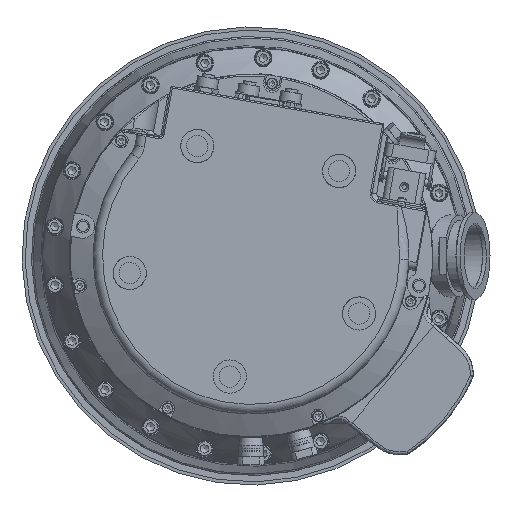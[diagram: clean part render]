
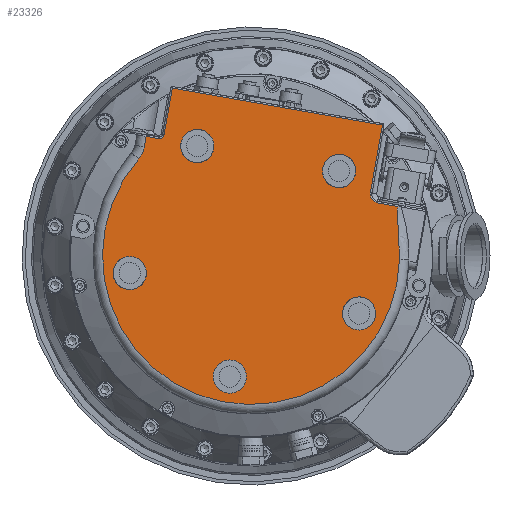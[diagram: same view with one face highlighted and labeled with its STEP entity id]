
A CAD part, front view. The second image highlights one B-rep face of the part: STEP entity #23326.
In plain terms, the highlighted planar face has unit normal (0, -1, 0).
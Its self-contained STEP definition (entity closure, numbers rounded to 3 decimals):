
#17905=CARTESIAN_POINT('',(83.145,-155.,82.82));
#17906=VERTEX_POINT('',#17905);
#17932=CARTESIAN_POINT('',(-49.804,-155.,106.263));
#17933=VERTEX_POINT('',#17932);
#17941=CARTESIAN_POINT('',(83.145,-155.,82.82));
#17942=DIRECTION('',(-0.985,0.,0.174));
#17943=VECTOR('',#17942,135.);
#17944=LINE('',#17941,#17943);
#17945=EDGE_CURVE('',#17906,#17933,#17944,.T.);
#18793=CARTESIAN_POINT('',(-66.368,-155.,75.674));
#18794=VERTEX_POINT('',#18793);
#18837=CARTESIAN_POINT('',(-67.531,-155.,69.077));
#18838=VERTEX_POINT('',#18837);
#18846=CARTESIAN_POINT('',(-66.368,-155.,75.674));
#18847=DIRECTION('',(-0.174,0.0,-0.985));
#18848=VECTOR('',#18847,6.699);
#18849=LINE('',#18846,#18848);
#18850=EDGE_CURVE('',#18794,#18838,#18849,.T.);
#18869=CARTESIAN_POINT('',(-71.173,-155.,61.403));
#18870=VERTEX_POINT('',#18869);
#18878=CARTESIAN_POINT('',(-83.288,-155.,71.855));
#18879=DIRECTION('',(0.,1.,0.));
#18880=DIRECTION('',(-0.985,0.,0.174));
#18881=AXIS2_PLACEMENT_3D('',#18878,#18879,#18880);
#18882=CIRCLE('',#18881,16.0);
#18883=EDGE_CURVE('',#18838,#18870,#18882,.T.);
#18903=CARTESIAN_POINT('',(93.978,-155.,-2.033));
#18904=VERTEX_POINT('',#18903);
#18912=CARTESIAN_POINT('',(0.,-155.,0.));
#18913=DIRECTION('',(0.,-1.0,0.));
#18914=DIRECTION('',(-0.985,0.,0.174));
#18915=AXIS2_PLACEMENT_3D('',#18912,#18913,#18914);
#18916=CIRCLE('',#18915,94.);
#18917=EDGE_CURVE('',#18870,#18904,#18916,.T.);
#18980=CARTESIAN_POINT('',(92.924,-155.0,31.34));
#18981=VERTEX_POINT('',#18980);
#18994=CARTESIAN_POINT('',(93.978,-155.,-2.033));
#18995=CARTESIAN_POINT('',(94.099,-155.,3.552));
#18996=CARTESIAN_POINT('',(93.753,-155.,9.128));
#18997=CARTESIAN_POINT('',(93.036,-155.0,17.466));
#18998=CARTESIAN_POINT('',(92.762,-155.0,20.244));
#18999=CARTESIAN_POINT('',(92.493,-155.0,24.419));
#19000=CARTESIAN_POINT('',(92.427,-155.0,25.815));
#19001=CARTESIAN_POINT('',(92.455,-155.0,28.593));
#19002=CARTESIAN_POINT('',(92.503,-155.0,29.98));
#19003=CARTESIAN_POINT('',(92.924,-155.0,31.34));
#19004=B_SPLINE_CURVE_WITH_KNOTS('',3,(#18994,#18995,#18996,#18997,#18998,#18999,#19000,#19001,#19002,#19003),.UNSPECIFIED.,.F.,.U.,(4,2,2,2,4),(0.0,0.5,0.75,0.875,1.0),.UNSPECIFIED.);
#19005=EDGE_CURVE('',#18904,#18981,#19004,.T.);
#19072=CARTESIAN_POINT('',(-58.489,-155.,74.285));
#19073=VERTEX_POINT('',#19072);
#19074=CARTESIAN_POINT('',(-58.489,-155.,74.285));
#19075=DIRECTION('',(-0.985,0.0,0.174));
#19076=VECTOR('',#19075,8.0);
#19077=LINE('',#19074,#19076);
#19078=EDGE_CURVE('',#19073,#18794,#19077,.T.);
#19095=CARTESIAN_POINT('',(-55.014,-155.,76.719));
#19096=VERTEX_POINT('',#19095);
#19114=CARTESIAN_POINT('',(-57.968,-155.,77.24));
#19115=DIRECTION('',(0.,1.,0.));
#19116=DIRECTION('',(-0.985,0.,0.174));
#19117=AXIS2_PLACEMENT_3D('',#19114,#19115,#19116);
#19118=CIRCLE('',#19117,3.0);
#19119=EDGE_CURVE('',#19096,#19073,#19118,.T.);
#19129=CARTESIAN_POINT('',(-49.804,-155.,106.263));
#19130=DIRECTION('',(-0.174,0.,-0.985));
#19131=VECTOR('',#19130,30.);
#19132=LINE('',#19129,#19131);
#19133=EDGE_CURVE('',#17933,#19096,#19132,.T.);
#19928=CARTESIAN_POINT('',(-87.086,-155.,-8.963));
#19929=VERTEX_POINT('',#19928);
#19930=CARTESIAN_POINT('',(-76.746,-155.,-10.786));
#19931=DIRECTION('',(0.,-1.0,0.));
#19932=DIRECTION('',(-0.985,0.,0.174));
#19933=AXIS2_PLACEMENT_3D('',#19930,#19931,#19932);
#19934=CIRCLE('',#19933,10.5);
#19935=EDGE_CURVE('',#19929,#19929,#19934,.T.);
#19968=CARTESIAN_POINT('',(-44.314,-155.,71.48));
#19969=VERTEX_POINT('',#19968);
#19970=CARTESIAN_POINT('',(-33.974,-155.,69.657));
#19971=DIRECTION('',(0.,-1.0,0.));
#19972=DIRECTION('',(-0.985,0.,0.174));
#19973=AXIS2_PLACEMENT_3D('',#19970,#19971,#19972);
#19974=CIRCLE('',#19973,10.5);
#19975=EDGE_CURVE('',#19969,#19969,#19974,.T.);
#20008=CARTESIAN_POINT('',(45.408,-155.,55.659));
#20009=VERTEX_POINT('',#20008);
#20010=CARTESIAN_POINT('',(55.749,-155.,53.836));
#20011=DIRECTION('',(0.,-1.0,0.));
#20012=DIRECTION('',(-0.985,0.,0.174));
#20013=AXIS2_PLACEMENT_3D('',#20010,#20011,#20012);
#20014=CIRCLE('',#20013,10.5);
#20015=EDGE_CURVE('',#20009,#20009,#20014,.T.);
#20048=CARTESIAN_POINT('',(58.088,-155.,-34.561));
#20049=VERTEX_POINT('',#20048);
#20050=CARTESIAN_POINT('',(68.428,-155.,-36.384));
#20051=DIRECTION('',(0.,-1.0,0.));
#20052=DIRECTION('',(-0.985,0.,0.174));
#20053=AXIS2_PLACEMENT_3D('',#20050,#20051,#20052);
#20054=CIRCLE('',#20053,10.5);
#20055=EDGE_CURVE('',#20049,#20049,#20054,.T.);
#20125=CARTESIAN_POINT('',(-23.798,-155.,-74.499));
#20126=VERTEX_POINT('',#20125);
#20127=CARTESIAN_POINT('',(-13.458,-155.,-76.323));
#20128=DIRECTION('',(0.,-1.0,0.));
#20129=DIRECTION('',(-0.985,0.,0.174));
#20130=AXIS2_PLACEMENT_3D('',#20127,#20128,#20129);
#20131=CIRCLE('',#20130,10.5);
#20132=EDGE_CURVE('',#20126,#20126,#20131,.T.);
#22065=CARTESIAN_POINT('',(75.591,-155.,39.981));
#22066=VERTEX_POINT('',#22065);
#22067=CARTESIAN_POINT('',(75.591,-155.,39.981));
#22068=DIRECTION('',(0.174,0.,0.985));
#22069=VECTOR('',#22068,43.5);
#22070=LINE('',#22067,#22069);
#22071=EDGE_CURVE('',#22066,#17906,#22070,.T.);
#22088=CARTESIAN_POINT('',(80.052,-155.0,33.61));
#22089=VERTEX_POINT('',#22088);
#22107=CARTESIAN_POINT('',(81.007,-155.,39.026));
#22108=DIRECTION('',(0.,1.,0.));
#22109=DIRECTION('',(-0.985,0.,0.174));
#22110=AXIS2_PLACEMENT_3D('',#22107,#22108,#22109);
#22111=CIRCLE('',#22110,5.5);
#22112=EDGE_CURVE('',#22089,#22066,#22111,.T.);
#22122=CARTESIAN_POINT('',(92.924,-155.0,31.34));
#22123=DIRECTION('',(-0.985,0.0,0.174));
#22124=VECTOR('',#22123,13.07);
#22125=LINE('',#22122,#22124);
#22126=EDGE_CURVE('',#18981,#22089,#22125,.T.);
#23293=CARTESIAN_POINT('',(-50.615,-155.,107.421));
#23294=DIRECTION('',(0.0,-1.0,0.0));
#23295=DIRECTION('',(0.0,0.0,-1.0));
#23296=AXIS2_PLACEMENT_3D('',#23293,#23294,#23295);
#23297=PLANE('',#23296);
#23298=ORIENTED_EDGE('',*,*,#22071,.T.);
#23299=ORIENTED_EDGE('',*,*,#17945,.T.);
#23300=ORIENTED_EDGE('',*,*,#19133,.T.);
#23301=ORIENTED_EDGE('',*,*,#19119,.T.);
#23302=ORIENTED_EDGE('',*,*,#19078,.T.);
#23303=ORIENTED_EDGE('',*,*,#18850,.T.);
#23304=ORIENTED_EDGE('',*,*,#18883,.T.);
#23305=ORIENTED_EDGE('',*,*,#18917,.T.);
#23306=ORIENTED_EDGE('',*,*,#19005,.T.);
#23307=ORIENTED_EDGE('',*,*,#22126,.T.);
#23308=ORIENTED_EDGE('',*,*,#22112,.T.);
#23309=EDGE_LOOP('',(#23298,#23299,#23300,#23301,#23302,#23303,#23304,#23305,#23306,#23307,#23308));
#23310=FACE_OUTER_BOUND('',#23309,.T.);
#23311=ORIENTED_EDGE('',*,*,#19935,.F.);
#23312=EDGE_LOOP('',(#23311));
#23313=FACE_BOUND('',#23312,.T.);
#23314=ORIENTED_EDGE('',*,*,#19975,.F.);
#23315=EDGE_LOOP('',(#23314));
#23316=FACE_BOUND('',#23315,.T.);
#23317=ORIENTED_EDGE('',*,*,#20015,.F.);
#23318=EDGE_LOOP('',(#23317));
#23319=FACE_BOUND('',#23318,.T.);
#23320=ORIENTED_EDGE('',*,*,#20055,.F.);
#23321=EDGE_LOOP('',(#23320));
#23322=FACE_BOUND('',#23321,.T.);
#23323=ORIENTED_EDGE('',*,*,#20132,.F.);
#23324=EDGE_LOOP('',(#23323));
#23325=FACE_BOUND('',#23324,.T.);
#23326=ADVANCED_FACE('',(#23310,#23313,#23316,#23319,#23322,#23325),#23297,.T.);
